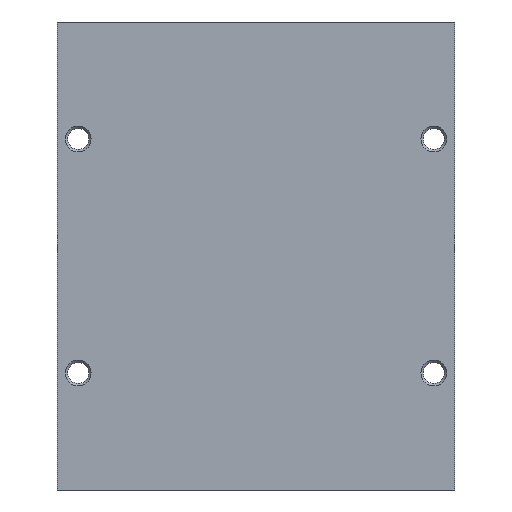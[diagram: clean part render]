
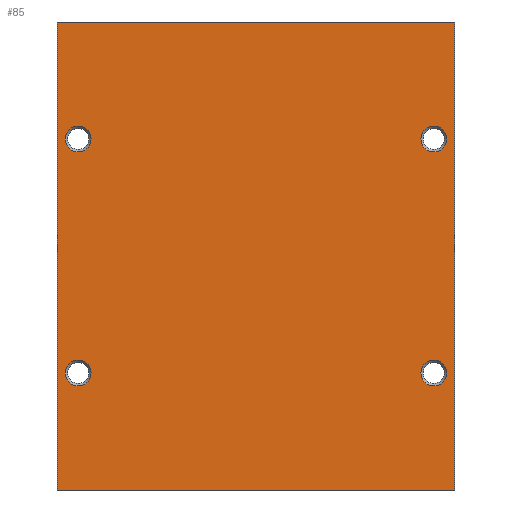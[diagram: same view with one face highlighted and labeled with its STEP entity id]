
A CAD part, front view. The second image highlights one B-rep face of the part: STEP entity #85.
In plain terms, the highlighted planar face has unit normal (0, -1, 0).
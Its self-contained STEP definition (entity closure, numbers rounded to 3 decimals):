
#85=ADVANCED_FACE('',(#211,#212,#213,#214,#215),#134,.T.);
#134=PLANE('',#785);
#155=LINE('',#1152,#185);
#157=LINE('',#1164,#187);
#158=LINE('',#1166,#188);
#159=LINE('',#1168,#189);
#185=VECTOR('',#902,1.);
#187=VECTOR('',#914,1.);
#188=VECTOR('',#915,1.);
#189=VECTOR('',#916,1.);
#211=FACE_BOUND('',#304,.T.);
#212=FACE_BOUND('',#305,.T.);
#213=FACE_BOUND('',#306,.T.);
#214=FACE_BOUND('',#307,.T.);
#215=FACE_BOUND('',#308,.T.);
#304=EDGE_LOOP('',(#423));
#305=EDGE_LOOP('',(#424));
#306=EDGE_LOOP('',(#425));
#307=EDGE_LOOP('',(#426));
#308=EDGE_LOOP('',(#427,#428,#429,#430));
#423=ORIENTED_EDGE('',*,*,#657,.T.);
#424=ORIENTED_EDGE('',*,*,#658,.T.);
#425=ORIENTED_EDGE('',*,*,#659,.T.);
#426=ORIENTED_EDGE('',*,*,#660,.T.);
#427=ORIENTED_EDGE('',*,*,#661,.F.);
#428=ORIENTED_EDGE('',*,*,#655,.F.);
#429=ORIENTED_EDGE('',*,*,#662,.T.);
#430=ORIENTED_EDGE('',*,*,#663,.T.);
#581=VERTEX_POINT('',#1151);
#582=VERTEX_POINT('',#1153);
#583=VERTEX_POINT('',#1157);
#584=VERTEX_POINT('',#1159);
#585=VERTEX_POINT('',#1161);
#586=VERTEX_POINT('',#1163);
#587=VERTEX_POINT('',#1165);
#588=VERTEX_POINT('',#1167);
#655=EDGE_CURVE('',#581,#582,#155,.T.);
#657=EDGE_CURVE('',#583,#583,#727,.T.);
#658=EDGE_CURVE('',#584,#584,#728,.T.);
#659=EDGE_CURVE('',#585,#585,#729,.T.);
#660=EDGE_CURVE('',#586,#586,#730,.T.);
#661=EDGE_CURVE('',#582,#587,#157,.T.);
#662=EDGE_CURVE('',#581,#588,#158,.T.);
#663=EDGE_CURVE('',#588,#587,#159,.T.);
#727=CIRCLE('',#781,1.1);
#728=CIRCLE('',#782,1.1);
#729=CIRCLE('',#783,1.1);
#730=CIRCLE('',#784,1.1);
#781=AXIS2_PLACEMENT_3D('',#1156,#906,#907);
#782=AXIS2_PLACEMENT_3D('',#1158,#908,#909);
#783=AXIS2_PLACEMENT_3D('',#1160,#910,#911);
#784=AXIS2_PLACEMENT_3D('',#1162,#912,#913);
#785=AXIS2_PLACEMENT_3D('',#1169,#917,#918);
#902=DIRECTION('',(0.,0.,-1.));
#906=DIRECTION('',(0.,1.,0.));
#907=DIRECTION('',(0.,0.,-1.));
#908=DIRECTION('',(0.,1.,0.));
#909=DIRECTION('',(0.,0.,-1.));
#910=DIRECTION('',(0.,1.,0.));
#911=DIRECTION('',(0.,0.,-1.));
#912=DIRECTION('',(0.,1.,0.));
#913=DIRECTION('',(0.,0.,-1.));
#914=DIRECTION('',(-1.,0.,0.));
#915=DIRECTION('',(-1.,0.,0.));
#916=DIRECTION('',(0.,0.,-1.));
#917=DIRECTION('',(0.,-1.,0.));
#918=DIRECTION('',(0.,0.,-1.));
#1151=CARTESIAN_POINT('',(24.,0.,40.));
#1152=CARTESIAN_POINT('',(24.,0.,40.));
#1153=CARTESIAN_POINT('',(24.,0.,0.));
#1156=CARTESIAN_POINT('',(-8.2,0.,10.));
#1157=CARTESIAN_POINT('',(-8.2,0.,8.9));
#1158=CARTESIAN_POINT('',(-8.2,0.,30.));
#1159=CARTESIAN_POINT('',(-8.2,0.,28.9));
#1160=CARTESIAN_POINT('',(22.2,0.,10.));
#1161=CARTESIAN_POINT('',(22.2,0.,8.9));
#1162=CARTESIAN_POINT('',(22.2,0.,30.));
#1163=CARTESIAN_POINT('',(22.2,0.,28.9));
#1164=CARTESIAN_POINT('',(24.,0.,0.));
#1165=CARTESIAN_POINT('',(-10.,0.,0.));
#1166=CARTESIAN_POINT('',(24.,0.,40.));
#1167=CARTESIAN_POINT('',(-10.,0.,40.));
#1168=CARTESIAN_POINT('',(-10.,0.,40.));
#1169=CARTESIAN_POINT('',(24.,0.,40.));
